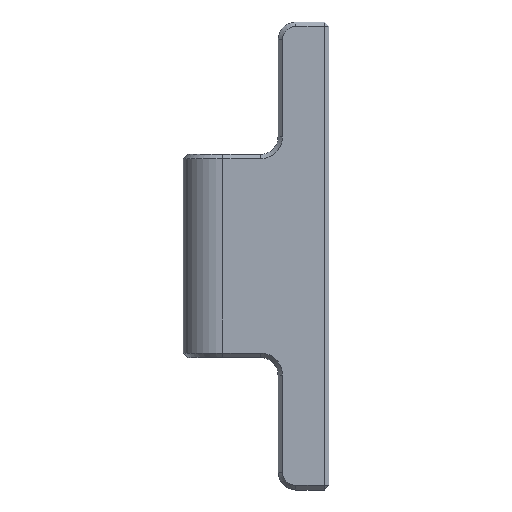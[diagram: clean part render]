
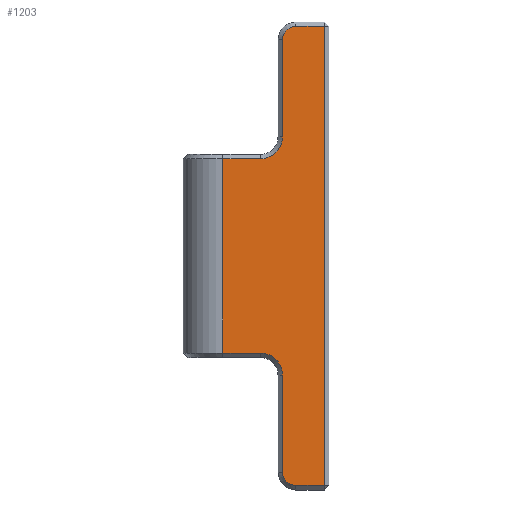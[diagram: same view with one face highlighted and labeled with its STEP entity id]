
A CAD part, top view. The second image highlights one B-rep face of the part: STEP entity #1203.
In plain terms, the highlighted planar face has unit normal (0, 0, 1).
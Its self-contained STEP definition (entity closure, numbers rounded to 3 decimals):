
#34 = EDGE_CURVE ( 'NONE', #759, #1005, #1807, .T. ) ;
#44 = AXIS2_PLACEMENT_3D ( 'NONE', #1733, #1584, #1175 ) ;
#53 = CIRCLE ( 'NONE', #1158, 2.5 ) ;
#58 = VECTOR ( 'NONE', #1092, 1000. ) ;
#63 = DIRECTION ( 'NONE',  ( -1., 0., 0. ) ) ;
#81 = ORIENTED_EDGE ( 'NONE', *, *, #34, .T. ) ;
#130 = AXIS2_PLACEMENT_3D ( 'NONE', #340, #449, #63 ) ;
#157 = VECTOR ( 'NONE', #1475, 1000. ) ;
#170 = ORIENTED_EDGE ( 'NONE', *, *, #409, .T. ) ;
#184 = CARTESIAN_POINT ( 'NONE',  ( -6., -11., 4.5 ) ) ;
#234 = DIRECTION ( 'NONE',  ( 0., 1., 0. ) ) ;
#264 = ORIENTED_EDGE ( 'NONE', *, *, #828, .T. ) ;
#282 = CARTESIAN_POINT ( 'NONE',  ( 2.25, -26., 4.5 ) ) ;
#291 = AXIS2_PLACEMENT_3D ( 'NONE', #1752, #491, #1498 ) ;
#303 = CARTESIAN_POINT ( 'NONE',  ( 5.5, -26., 4.5 ) ) ;
#305 = CARTESIAN_POINT ( 'NONE',  ( 0.75, -24.5, 4.5 ) ) ;
#306 = VERTEX_POINT ( 'NONE', #184 ) ;
#308 = CARTESIAN_POINT ( 'NONE',  ( 2.25, -24.5, 4.5 ) ) ;
#311 = EDGE_CURVE ( 'NONE', #968, #1820, #53, .T. ) ;
#316 = LINE ( 'NONE', #871, #943 ) ;
#319 = DIRECTION ( 'NONE',  ( 0., 0., 1. ) ) ;
#340 = CARTESIAN_POINT ( 'NONE',  ( 2.25, 24.5, 4.5 ) ) ;
#341 = DIRECTION ( 'NONE',  ( 0., -1., 0. ) ) ;
#351 = FACE_OUTER_BOUND ( 'NONE', #987, .T. ) ;
#387 = CARTESIAN_POINT ( 'NONE',  ( -1.75, -11., 4.5 ) ) ;
#391 = CARTESIAN_POINT ( 'NONE',  ( 0.75, 26.5, 4.5 ) ) ;
#409 = EDGE_CURVE ( 'NONE', #1250, #306, #1257, .T. ) ;
#429 = ORIENTED_EDGE ( 'NONE', *, *, #1273, .T. ) ;
#449 = DIRECTION ( 'NONE',  ( 0., 0., 1. ) ) ;
#489 = CARTESIAN_POINT ( 'NONE',  ( 2.25, 26., 4.5 ) ) ;
#491 = DIRECTION ( 'NONE',  ( 0., 0., -1. ) ) ;
#492 = VECTOR ( 'NONE', #1589, 1000. ) ;
#502 = CARTESIAN_POINT ( 'NONE',  ( -6., 11., 4.5 ) ) ;
#515 = VECTOR ( 'NONE', #1309, 1000. ) ;
#543 = AXIS2_PLACEMENT_3D ( 'NONE', #308, #319, #874 ) ;
#546 = CARTESIAN_POINT ( 'NONE',  ( -1.75, -11., 4.5 ) ) ;
#565 = CARTESIAN_POINT ( 'NONE',  ( -6., -26., 4.5 ) ) ;
#570 = VECTOR ( 'NONE', #234, 1000. ) ;
#583 = DIRECTION ( 'NONE',  ( 0., 0., -1. ) ) ;
#584 = VERTEX_POINT ( 'NONE', #489 ) ;
#656 = LINE ( 'NONE', #387, #1677 ) ;
#704 = ORIENTED_EDGE ( 'NONE', *, *, #1439, .T. ) ;
#731 = CARTESIAN_POINT ( 'NONE',  ( 0.75, 13.5, 4.5 ) ) ;
#750 = CARTESIAN_POINT ( 'NONE',  ( 2.25, 26., 4.5 ) ) ;
#759 = VERTEX_POINT ( 'NONE', #305 ) ;
#770 = EDGE_CURVE ( 'NONE', #1005, #1074, #848, .T. ) ;
#795 = CARTESIAN_POINT ( 'NONE',  ( 0.75, -13.5, 4.5 ) ) ;
#813 = LINE ( 'NONE', #391, #58 ) ;
#828 = EDGE_CURVE ( 'NONE', #1517, #584, #1060, .T. ) ;
#848 = LINE ( 'NONE', #565, #1685 ) ;
#871 = CARTESIAN_POINT ( 'NONE',  ( 0.75, -24.5, 4.5 ) ) ;
#874 = DIRECTION ( 'NONE',  ( -1., 0., 0. ) ) ;
#937 = CARTESIAN_POINT ( 'NONE',  ( 0.75, 24.5, 4.5 ) ) ;
#939 = ORIENTED_EDGE ( 'NONE', *, *, #1163, .T. ) ;
#940 = DIRECTION ( 'NONE',  ( 1., 0., 0. ) ) ;
#943 = VECTOR ( 'NONE', #341, 1000. ) ;
#950 = EDGE_CURVE ( 'NONE', #1074, #1517, #1195, .T. ) ;
#968 = VERTEX_POINT ( 'NONE', #546 ) ;
#987 = EDGE_LOOP ( 'NONE', ( #704, #990, #170, #429, #1094, #1686, #81, #1111, #1037, #264, #939, #1325 ) ) ;
#990 = ORIENTED_EDGE ( 'NONE', *, *, #1302, .T. ) ;
#1005 = VERTEX_POINT ( 'NONE', #282 ) ;
#1008 = CARTESIAN_POINT ( 'NONE',  ( -1.75, -13.5, 4.5 ) ) ;
#1037 = ORIENTED_EDGE ( 'NONE', *, *, #950, .T. ) ;
#1060 = LINE ( 'NONE', #750, #515 ) ;
#1074 = VERTEX_POINT ( 'NONE', #303 ) ;
#1075 = CIRCLE ( 'NONE', #291, 2.5 ) ;
#1092 = DIRECTION ( 'NONE',  ( 0., -1., 0. ) ) ;
#1094 = ORIENTED_EDGE ( 'NONE', *, *, #311, .T. ) ;
#1111 = ORIENTED_EDGE ( 'NONE', *, *, #770, .T. ) ;
#1158 = AXIS2_PLACEMENT_3D ( 'NONE', #1008, #583, #1729 ) ;
#1163 = EDGE_CURVE ( 'NONE', #584, #1436, #1714, .T. ) ;
#1175 = DIRECTION ( 'NONE',  ( -1., 0., 0. ) ) ;
#1195 = LINE ( 'NONE', #1484, #570 ) ;
#1203 = ADVANCED_FACE ( 'NONE', ( #351 ), #1286, .F. ) ;
#1250 = VERTEX_POINT ( 'NONE', #1641 ) ;
#1257 = LINE ( 'NONE', #1301, #492 ) ;
#1273 = EDGE_CURVE ( 'NONE', #306, #968, #656, .T. ) ;
#1286 = PLANE ( 'NONE',  #44 ) ;
#1301 = CARTESIAN_POINT ( 'NONE',  ( -6., 26.5, 4.5 ) ) ;
#1302 = EDGE_CURVE ( 'NONE', #1745, #1250, #1351, .T. ) ;
#1309 = DIRECTION ( 'NONE',  ( -1., 0., 0. ) ) ;
#1325 = ORIENTED_EDGE ( 'NONE', *, *, #1437, .T. ) ;
#1351 = LINE ( 'NONE', #502, #157 ) ;
#1397 = CARTESIAN_POINT ( 'NONE',  ( 5.5, 26., 4.5 ) ) ;
#1407 = DIRECTION ( 'NONE',  ( 1., 0., 0. ) ) ;
#1436 = VERTEX_POINT ( 'NONE', #937 ) ;
#1437 = EDGE_CURVE ( 'NONE', #1436, #1763, #813, .T. ) ;
#1439 = EDGE_CURVE ( 'NONE', #1763, #1745, #1075, .T. ) ;
#1475 = DIRECTION ( 'NONE',  ( -1., 0., 0. ) ) ;
#1484 = CARTESIAN_POINT ( 'NONE',  ( 5.5, 26.5, 4.5 ) ) ;
#1498 = DIRECTION ( 'NONE',  ( -1., 0., 0. ) ) ;
#1517 = VERTEX_POINT ( 'NONE', #1397 ) ;
#1584 = DIRECTION ( 'NONE',  ( 0., 0., -1. ) ) ;
#1586 = CARTESIAN_POINT ( 'NONE',  ( -1.75, 11., 4.5 ) ) ;
#1589 = DIRECTION ( 'NONE',  ( 0., -1., 0. ) ) ;
#1641 = CARTESIAN_POINT ( 'NONE',  ( -6., 11., 4.5 ) ) ;
#1677 = VECTOR ( 'NONE', #940, 1000. ) ;
#1685 = VECTOR ( 'NONE', #1407, 1000. ) ;
#1686 = ORIENTED_EDGE ( 'NONE', *, *, #1767, .T. ) ;
#1714 = CIRCLE ( 'NONE', #130, 1.5 ) ;
#1729 = DIRECTION ( 'NONE',  ( -1., 0., 0. ) ) ;
#1733 = CARTESIAN_POINT ( 'NONE',  ( -6., 26.5, 4.5 ) ) ;
#1745 = VERTEX_POINT ( 'NONE', #1586 ) ;
#1752 = CARTESIAN_POINT ( 'NONE',  ( -1.75, 13.5, 4.5 ) ) ;
#1763 = VERTEX_POINT ( 'NONE', #731 ) ;
#1767 = EDGE_CURVE ( 'NONE', #1820, #759, #316, .T. ) ;
#1807 = CIRCLE ( 'NONE', #543, 1.5 ) ;
#1820 = VERTEX_POINT ( 'NONE', #795 ) ;
